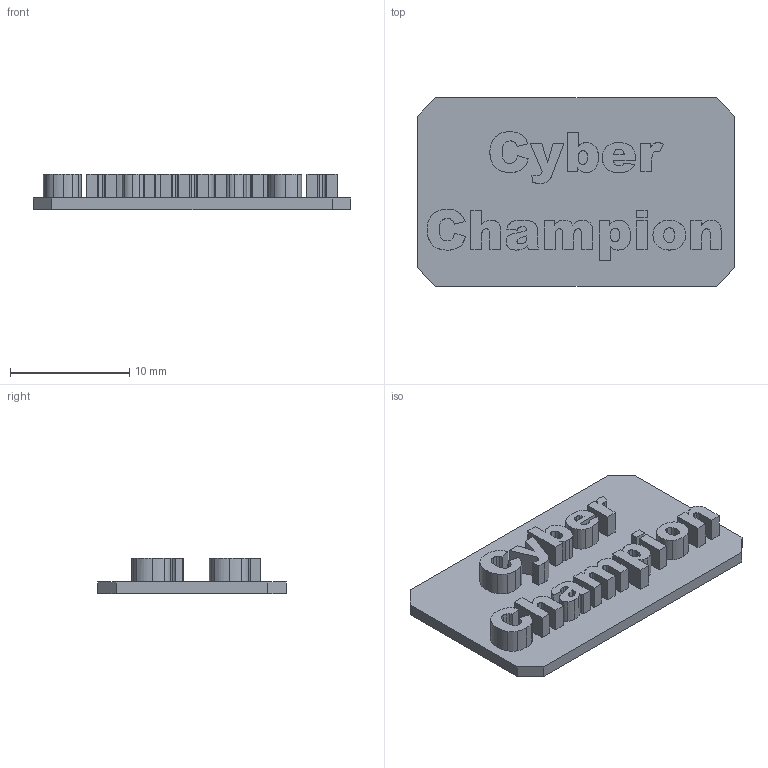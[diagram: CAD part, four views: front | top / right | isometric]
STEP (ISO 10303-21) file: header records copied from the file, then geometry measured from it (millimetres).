
FILE_DESCRIPTION(/* description */ (''),/* implementation_level */ '2;1');
FILE_NAME(/* name */ 'Cyber_Champion_Label.step',/* time_stamp */ '2023-04-13T09:18:28+02:00',/* author */ (''),/* organization */ (''),/* preprocessor_version */ 'ST-DEVELOPER v19.2',/* originating_system */ 'Autodesk Translation Framework v12.4.0.73',/* authorisation */ '');
FILE_SCHEMA (('AUTOMOTIVE_DESIGN { 1 0 10303 214 3 1 1 }'));
Length unit declared in the file: millimetre
Products named in the file (1): CC
Bounding box: 26.61 x 15.81 x 3 mm (x, y, z)
Volume: 549 mm3; surface area: 1280 mm2
Topology: 1 solids, 1 shells, 281 faces, 780 edges, 520 vertices
Faces by surface type: bspline 182, plane 99
Entity records: 10647 total; most frequent: CARTESIAN_POINT 4676, ORIENTED_EDGE 1560, EDGE_CURVE 780, DIRECTION 616, VERTEX_POINT 520, LINE 416, VECTOR 416, B_SPLINE_CURVE_WITH_KNOTS 364
